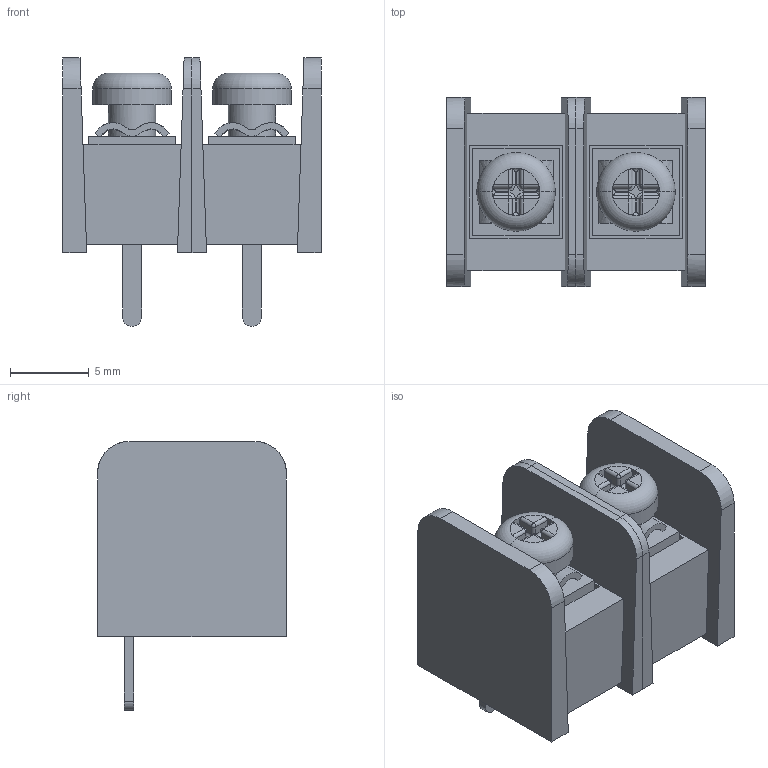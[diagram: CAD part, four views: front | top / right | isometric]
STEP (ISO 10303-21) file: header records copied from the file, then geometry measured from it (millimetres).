
FILE_DESCRIPTION (( 'STEP AP214' ), '1' );
FILE_NAME ('U1^3D_PCB1_2024-04-09(2)_3D_PCB1_2024-04-09.STEP', '2024-04-09T07:16:57', ( '' ), ( '' ), 'SwSTEP 2.0', 'SolidWorks 2022', '' );
FILE_SCHEMA (( 'AUTOMOTIVE_DESIGN' ));
Length unit declared in the file: millimetre
Products named in the file (3): CONN-TH_KF7.62-2P^U1_3D_PCB1_2024-04-09(2)_3D_PCB1_2024-04-09; COMPOUND^CONN-TH_KF7.62-2P_U1_3D_PCB1_2024-04-09(2)_3D_PCB1_2024-04-09; U1^3D_PCB1_2024-04-09(2)_3D_PCB1_2024-04-09
Assembly tree (2 placements, depth 3):
  U1^3D_PCB1_2024-04-09(2)_3D_PCB1_2024-04-09
    CONN-TH_KF7.62-2P^U1_3D_PCB1_2024-04-09(2)_3D_PCB1_2024-04-09
      COMPOUND^CONN-TH_KF7.62-2P_U1_3D_PCB1_2024-04-09(2)_3D_PCB1_2024-04-09
Bounding box: 16.44 x 12 x 17.1 mm (x, y, z)
Volume: 1497 mm3; surface area: 1912.6 mm2
Topology: 15 solids, 15 shells, 699 faces, 1863 edges, 1210 vertices
Faces by surface type: plane 377, bspline 202, cylinder 90, torus 22, sphere 8
Entity records: 26965 total; most frequent: CARTESIAN_POINT 10790, ORIENTED_EDGE 3710, DIRECTION 2531, EDGE_CURVE 1855, VECTOR 1229, LINE 1229, VERTEX_POINT 1210, EDGE_LOOP 743
